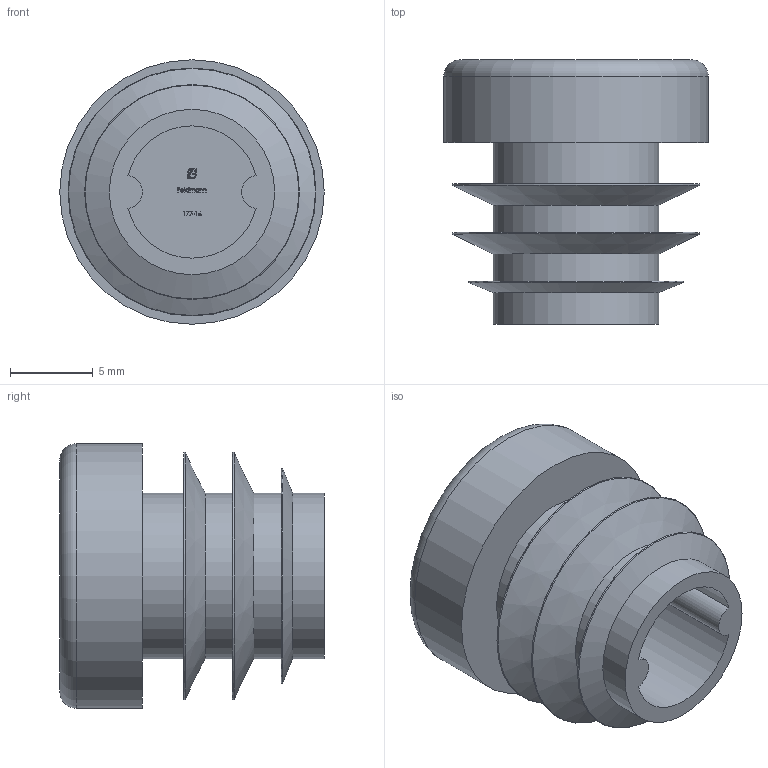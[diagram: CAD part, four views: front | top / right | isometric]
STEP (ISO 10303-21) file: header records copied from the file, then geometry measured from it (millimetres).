
FILE_DESCRIPTION (( 'STEP AP203' ), '1' );
FILE_NAME ('177-16.step', '2021-11-24T14:50:54', ( '' ), ( '' ), 'SwSTEP 2.0', 'SolidWorks 2018', '' );
FILE_SCHEMA (( 'CONFIG_CONTROL_DESIGN' ));
Length unit declared in the file: millimetre
Products named in the file (2): 177-16
Bounding box: 16 x 16 x 16 mm (x, y, z)
Volume: 1486.3 mm3; surface area: 1706.2 mm2
Topology: 1 solids, 1 shells, 224 faces, 593 edges, 395 vertices
Faces by surface type: plane 131, bspline 77, cylinder 9, torus 4, cone 3
Full cylindrical faces by diameter (mm): 10 x4, 16 x1
Entity records: 10121 total; most frequent: CARTESIAN_POINT 4995, ORIENTED_EDGE 1150, DIRECTION 744, EDGE_CURVE 575, LINE 396, VECTOR 396, VERTEX_POINT 389, EDGE_LOOP 260
